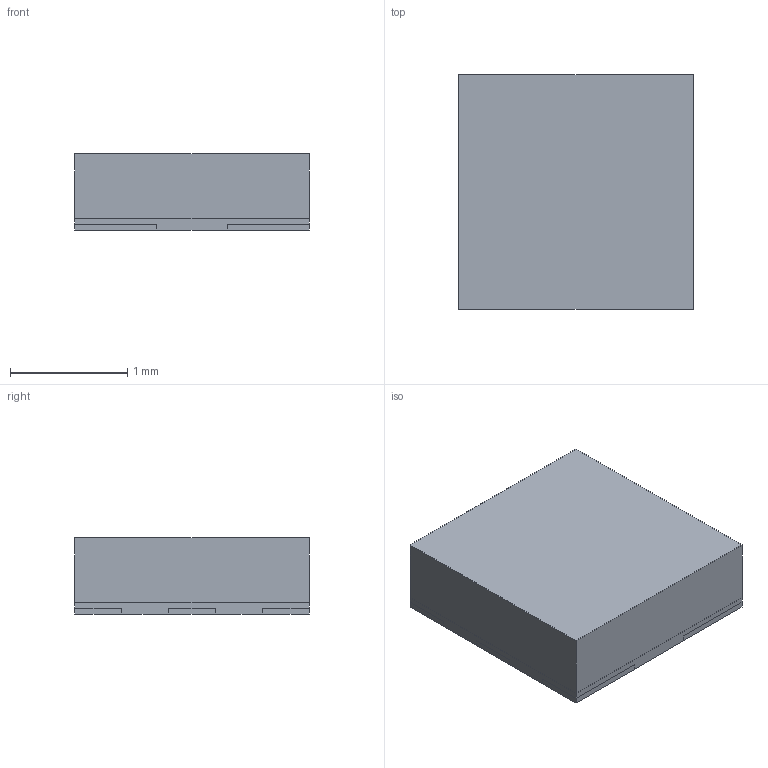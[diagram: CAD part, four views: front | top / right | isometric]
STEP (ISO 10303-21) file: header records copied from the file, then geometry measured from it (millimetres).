
FILE_DESCRIPTION(/* description */ (''),/* implementation_level */ '2;1');
FILE_NAME(/* name */ 'SK9822-2020 RGB LED v2.step',/* time_stamp */ '2022-07-28T23:43:44-06:00',/* author */ (''),/* organization */ (''),/* preprocessor_version */ 'ST-DEVELOPER v19',/* originating_system */ 'Autodesk Translation Framework v11.7.0.108',/* authorisation */ '');
FILE_SCHEMA (('AUTOMOTIVE_DESIGN { 1 0 10303 214 3 1 1 }'));
Length unit declared in the file: millimetre
Products named in the file (1): SK9822-2020 RGB LED
Bounding box: 2 x 2 x 0.65 mm (x, y, z)
Volume: 2.6 mm3; surface area: 25.4 mm2
Topology: 8 solids, 8 shells, 68 faces, 156 edges, 104 vertices
Faces by surface type: plane 68
Entity records: 1927 total; most frequent: CARTESIAN_POINT 329, ORIENTED_EDGE 312, DIRECTION 294, LINE 156, VECTOR 156, EDGE_CURVE 156, VERTEX_POINT 104, AXIS2_PLACEMENT_3D 69
